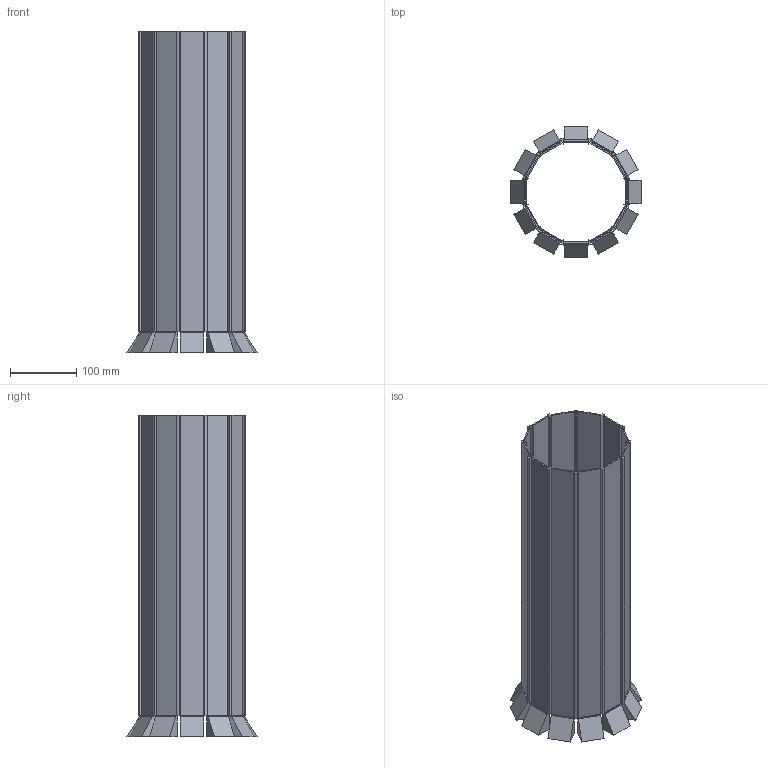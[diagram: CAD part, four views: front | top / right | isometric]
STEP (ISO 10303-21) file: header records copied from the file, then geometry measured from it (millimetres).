
FILE_DESCRIPTION(('Open CASCADE Model'),'2;1');
FILE_NAME('Open CASCADE Shape Model','2024-05-10T07:26:26',('Author'),( 'Open CASCADE'),'Open CASCADE STEP processor 7.7','Open CASCADE 7.7' ,'Unknown');
FILE_SCHEMA(('AUTOMOTIVE_DESIGN { 1 0 10303 214 1 1 1 1 }'));
Length unit declared in the file: millimetre
Products named in the file (8): parallel_world_volume; DIRC; DIRCModule; Envelope_box_vol; Envelope_lens_vol; Envelope_trap_vol; DIRCSupport; rail_vol
Assembly tree (38 placements, depth 4):
  parallel_world_volume
    DIRC
      DIRCModule  x12
        Envelope_box_vol
        Envelope_lens_vol
        Envelope_trap_vol
      DIRCSupport  x12
        rail_vol
Bounding box: 196.79 x 196.79 x 486.1 mm (x, y, z)
Volume: 695372.2 mm3; surface area: 580440.9 mm2
Topology: 156 solids, 156 shells, 936 faces, 1872 edges, 1248 vertices
Faces by surface type: plane 936
Entity records: 1590 total; most frequent: CARTESIAN_POINT 263, DIRECTION 246, LINE 120, VECTOR 120, ORIENTED_EDGE 96, PCURVE 96, DEFINITIONAL_REPRESENTATION 96, AXIS2_PLACEMENT_3D 63
